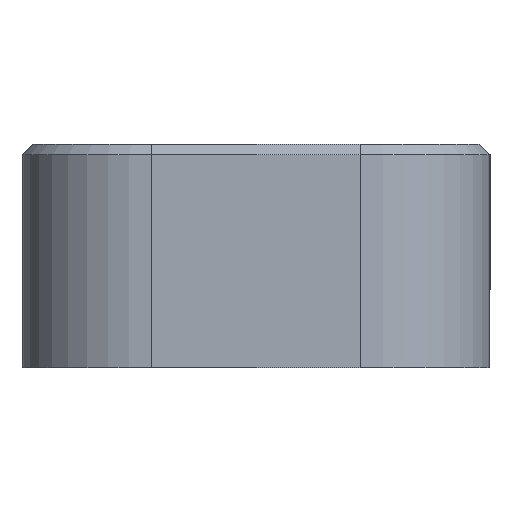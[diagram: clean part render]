
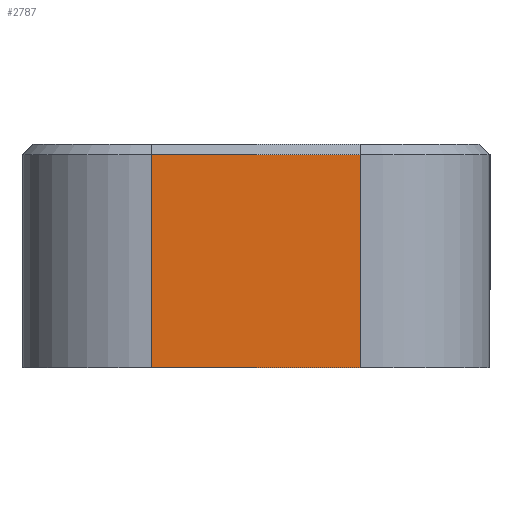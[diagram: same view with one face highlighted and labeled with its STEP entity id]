
A CAD part, left-side view. The second image highlights one B-rep face of the part: STEP entity #2787.
In plain terms, the highlighted planar face has unit normal (-1, 0, 0).
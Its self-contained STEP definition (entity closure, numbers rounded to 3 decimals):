
#117=PLANE('',#3010);
#362=FACE_OUTER_BOUND('',#527,.T.);
#527=EDGE_LOOP('',(#2130,#2131,#2132,#2133));
#721=LINE('',#4379,#983);
#736=LINE('',#4411,#998);
#737=LINE('',#4415,#999);
#738=LINE('',#4417,#1000);
#983=VECTOR('',#3419,10.);
#998=VECTOR('',#3448,10.);
#999=VECTOR('',#3455,10.);
#1000=VECTOR('',#3458,10.);
#1387=VERTEX_POINT('',#4376);
#1388=VERTEX_POINT('',#4378);
#1397=VERTEX_POINT('',#4405);
#1398=VERTEX_POINT('',#4409);
#1652=EDGE_CURVE('',#1388,#1387,#721,.T.);
#1669=EDGE_CURVE('',#1397,#1398,#736,.T.);
#1671=EDGE_CURVE('',#1398,#1387,#737,.T.);
#1672=EDGE_CURVE('',#1388,#1397,#738,.T.);
#2130=ORIENTED_EDGE('',*,*,#1669,.F.);
#2131=ORIENTED_EDGE('',*,*,#1672,.F.);
#2132=ORIENTED_EDGE('',*,*,#1652,.T.);
#2133=ORIENTED_EDGE('',*,*,#1671,.F.);
#2787=ADVANCED_FACE('',(#362),#117,.T.);
#3010=AXIS2_PLACEMENT_3D('',#4418,#3459,#3460);
#3419=DIRECTION('',(0.,-1.,0.));
#3448=DIRECTION('',(0.,-1.,0.));
#3455=DIRECTION('',(0.,0.,-1.));
#3458=DIRECTION('',(0.,0.,1.));
#3459=DIRECTION('center_axis',(-1.,0.,0.));
#3460=DIRECTION('ref_axis',(0.,-1.,0.));
#4376=CARTESIAN_POINT('',(-28.45,27.639,4.5));
#4378=CARTESIAN_POINT('',(-28.45,35.639,4.5));
#4379=CARTESIAN_POINT('',(-28.45,36.639,4.5));
#4405=CARTESIAN_POINT('',(-28.45,35.639,12.7));
#4409=CARTESIAN_POINT('',(-28.45,27.639,12.7));
#4411=CARTESIAN_POINT('',(-28.45,36.639,12.7));
#4415=CARTESIAN_POINT('',(-28.45,27.639,7.5));
#4417=CARTESIAN_POINT('',(-28.45,35.639,7.5));
#4418=CARTESIAN_POINT('Origin',(-28.45,41.639,7.5));
